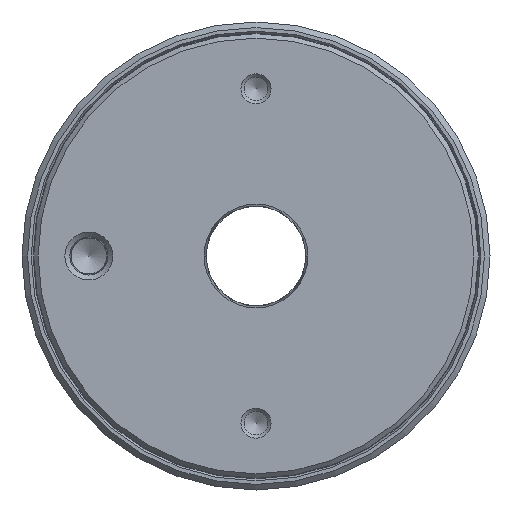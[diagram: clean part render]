
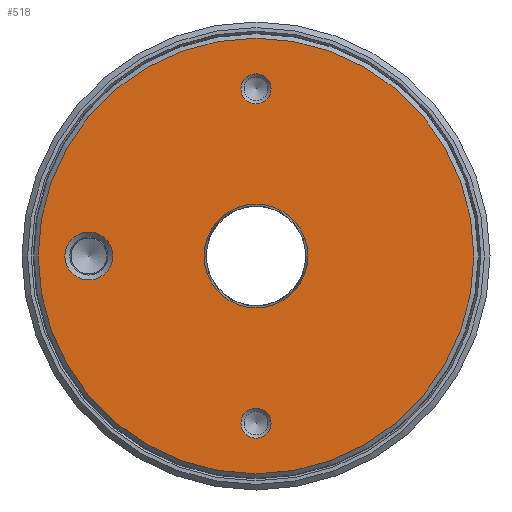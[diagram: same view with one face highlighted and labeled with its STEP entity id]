
A CAD part, left-side view. The second image highlights one B-rep face of the part: STEP entity #518.
In plain terms, the highlighted planar face has unit normal (-1, 0, 0).
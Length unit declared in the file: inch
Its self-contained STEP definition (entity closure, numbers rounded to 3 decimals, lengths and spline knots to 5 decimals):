
#216=CARTESIAN_POINT('',(0.,1.5,0.215));
#217=VERTEX_POINT('',#216);
#218=CARTESIAN_POINT('',(0.,1.5,0.0));
#219=DIRECTION('',(1.0,0.0,0.0));
#220=DIRECTION('',(0.0,0.0,1.0));
#221=AXIS2_PLACEMENT_3D('',#218,#219,#220);
#222=CIRCLE('',#221,0.215);
#223=EDGE_CURVE('',#217,#217,#222,.T.);
#330=CARTESIAN_POINT('',(0.,0.,1.635));
#331=VERTEX_POINT('',#330);
#332=CARTESIAN_POINT('',(0.,0.,1.5));
#333=DIRECTION('',(1.0,0.0,0.0));
#334=DIRECTION('',(0.0,0.0,1.0));
#335=AXIS2_PLACEMENT_3D('',#332,#333,#334);
#336=CIRCLE('',#335,0.135);
#337=EDGE_CURVE('',#331,#331,#336,.T.);
#387=CARTESIAN_POINT('',(0.,0.,-1.365));
#388=VERTEX_POINT('',#387);
#389=CARTESIAN_POINT('',(0.,0.,-1.5));
#390=DIRECTION('',(1.0,0.0,0.0));
#391=DIRECTION('',(0.0,0.0,1.0));
#392=AXIS2_PLACEMENT_3D('',#389,#390,#391);
#393=CIRCLE('',#392,0.135);
#394=EDGE_CURVE('',#388,#388,#393,.T.);
#455=CARTESIAN_POINT('',(0.,-0.46578,0.0));
#456=VERTEX_POINT('',#455);
#457=CARTESIAN_POINT('',(0.,0.,0.0));
#458=DIRECTION('',(1.0,0.0,0.0));
#459=DIRECTION('',(0.0,-1.0,0.0));
#460=AXIS2_PLACEMENT_3D('',#457,#458,#459);
#461=CIRCLE('',#460,0.46578);
#462=EDGE_CURVE('',#456,#456,#461,.T.);
#490=CARTESIAN_POINT('',(0.,0.9775,0.0));
#491=DIRECTION('',(-1.0,0.0,0.0));
#492=DIRECTION('',(0.0,0.0,1.0));
#493=AXIS2_PLACEMENT_3D('',#490,#491,#492);
#494=PLANE('',#493);
#495=CARTESIAN_POINT('',(0.,1.955,0.0));
#496=VERTEX_POINT('',#495);
#497=CARTESIAN_POINT('',(0.,0.,0.0));
#498=DIRECTION('',(1.0,0.0,0.0));
#499=DIRECTION('',(0.0,1.0,0.0));
#500=AXIS2_PLACEMENT_3D('',#497,#498,#499);
#501=CIRCLE('',#500,1.955);
#502=EDGE_CURVE('',#496,#496,#501,.T.);
#503=ORIENTED_EDGE('',*,*,#502,.F.);
#504=EDGE_LOOP('',(#503));
#505=FACE_OUTER_BOUND('',#504,.T.);
#506=ORIENTED_EDGE('',*,*,#223,.T.);
#507=EDGE_LOOP('',(#506));
#508=FACE_BOUND('',#507,.T.);
#509=ORIENTED_EDGE('',*,*,#337,.T.);
#510=EDGE_LOOP('',(#509));
#511=FACE_BOUND('',#510,.T.);
#512=ORIENTED_EDGE('',*,*,#394,.T.);
#513=EDGE_LOOP('',(#512));
#514=FACE_BOUND('',#513,.T.);
#515=ORIENTED_EDGE('',*,*,#462,.T.);
#516=EDGE_LOOP('',(#515));
#517=FACE_BOUND('',#516,.T.);
#518=ADVANCED_FACE('',(#505,#508,#511,#514,#517),#494,.T.);
